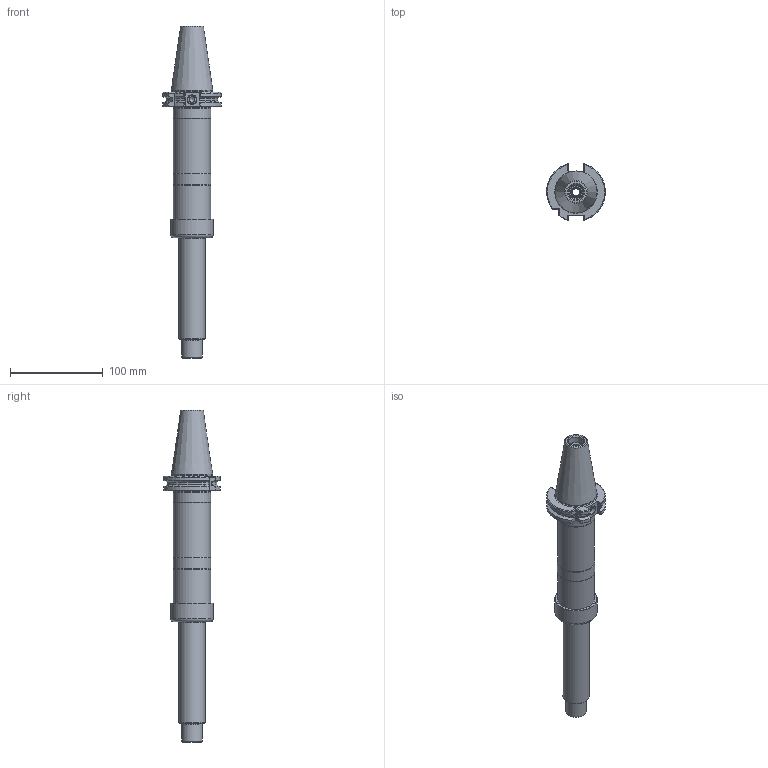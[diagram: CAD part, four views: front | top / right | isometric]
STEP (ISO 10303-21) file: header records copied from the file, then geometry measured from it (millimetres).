
FILE_DESCRIPTION(/* description */ (''),/* implementation_level */ '2;1');
FILE_NAME(/* name */ '884213130.stp',/* time_stamp */ '2021-10-13T12:14:48',/* author */ ('LRA'),/* organization */ ('REGO-FIX'),/* preprocessor_version */ ' Unknown',/* originating_system */ 'SIEMENS PLM Software Solid Edge ST10',/* authorization */ 'Unknown');
FILE_SCHEMA (('AUTOMOTIVE_DESIGN { 1 0 10303 214 2 1 1}'));
Length unit declared in the file: millimetre
Products named in the file (1): NOCUT
Bounding box: 63.35 x 61.01 x 357.95 mm (x, y, z)
Volume: 326902.2 mm3; surface area: 66413.9 mm2
Topology: 1 solids, 3 shells, 163 faces, 390 edges, 243 vertices
Faces by surface type: plane 51, cylinder 45, cone 44, torus 23
Full cylindrical faces by diameter (mm): 6 x1, 8.35 x1, 8.376 x1, 9.6 x1, 10 x1, 10.5 x1, 13.835 x1, 17 x1, 22.3 x1, 23.8 x1, 24.7 x1, 25 x1, 28.3 x1, 33.3 x1, 34 x1, 38.376 x1, 40 x2, 40.05 x1, 40.5 x2, 43.3 x1, 45.65 x1
Entity records: 5430 total; most frequent: DIRECTION 781, CARTESIAN_POINT 773, ORIENTED_EDGE 600, AXIS2_PLACEMENT_3D 339, EDGE_CURVE 300, FACE_BOUND 252, EDGE_LOOP 251, VERTEX_POINT 226
